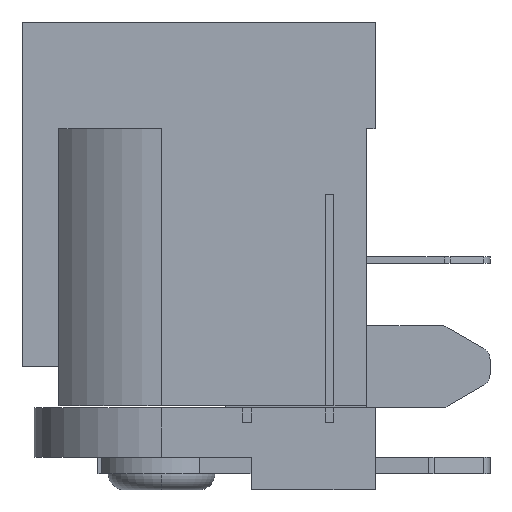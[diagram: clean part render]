
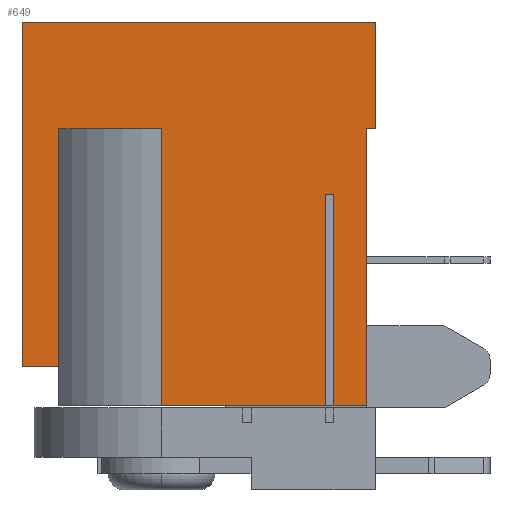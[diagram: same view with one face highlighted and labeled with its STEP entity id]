
A CAD part, left-side view. The second image highlights one B-rep face of the part: STEP entity #649.
In plain terms, the highlighted planar face has unit normal (-1, 0, 0).
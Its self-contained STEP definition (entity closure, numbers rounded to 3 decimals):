
#30 = ORIENTED_EDGE ( 'NONE', *, *, #93, .F. ) ;
#31 = FACE_OUTER_BOUND ( 'NONE', #100, .T. ) ;
#82 = LINE ( 'NONE', #4214, #737 ) ;
#93 = EDGE_CURVE ( 'NONE', #525, #3752, #280, .T. ) ;
#100 = EDGE_LOOP ( 'NONE', ( #1913, #1999, #511, #30, #3122, #2475, #2642, #1335, #1852, #2239, #2594, #4406, #4211, #2497 ) ) ;
#210 = VECTOR ( 'NONE', #2347, 1000. ) ;
#262 = DIRECTION ( 'NONE',  ( 0., -1., 0. ) ) ;
#280 = LINE ( 'NONE', #486, #2003 ) ;
#320 = CARTESIAN_POINT ( 'NONE',  ( -4.445, 3.556, 7.239 ) ) ;
#433 = VECTOR ( 'NONE', #2359, 1000. ) ;
#486 = CARTESIAN_POINT ( 'NONE',  ( -4.445, 0., 1.905 ) ) ;
#511 = ORIENTED_EDGE ( 'NONE', *, *, #4458, .F. ) ;
#525 = VERTEX_POINT ( 'NONE', #832 ) ;
#605 = CARTESIAN_POINT ( 'NONE',  ( -4.445, 0., -3.429 ) ) ;
#638 = VERTEX_POINT ( 'NONE', #3911 ) ;
#649 = ADVANCED_FACE ( 'NONE', ( #31 ), #2748, .T. ) ;
#737 = VECTOR ( 'NONE', #827, 1000. ) ;
#751 = EDGE_CURVE ( 'NONE', #638, #2232, #82, .T. ) ;
#773 = EDGE_CURVE ( 'NONE', #3463, #1890, #3333, .T. ) ;
#827 = DIRECTION ( 'NONE',  ( 0., 0., -1. ) ) ;
#828 = EDGE_CURVE ( 'NONE', #2522, #1527, #3220, .T. ) ;
#831 = VECTOR ( 'NONE', #262, 1000. ) ;
#832 = CARTESIAN_POINT ( 'NONE',  ( -4.445, 4.826, 1.905 ) ) ;
#854 = CARTESIAN_POINT ( 'NONE',  ( -4.445, 5.08, -4.635 ) ) ;
#895 = DIRECTION ( 'NONE',  ( 0., 1., 0. ) ) ;
#916 = EDGE_CURVE ( 'NONE', #3461, #2522, #2464, .T. ) ;
#992 = DIRECTION ( 'NONE',  ( 0., 0., -1. ) ) ;
#1054 = VECTOR ( 'NONE', #2168, 1000. ) ;
#1073 = CARTESIAN_POINT ( 'NONE',  ( -4.445, 3.81, -4.635 ) ) ;
#1238 = CARTESIAN_POINT ( 'NONE',  ( -4.445, 0., 3.937 ) ) ;
#1281 = CARTESIAN_POINT ( 'NONE',  ( -4.445, 3.81, 3.937 ) ) ;
#1335 = ORIENTED_EDGE ( 'NONE', *, *, #828, .F. ) ;
#1527 = VERTEX_POINT ( 'NONE', #3019 ) ;
#1623 = CARTESIAN_POINT ( 'NONE',  ( -4.445, 0., 7.239 ) ) ;
#1793 = EDGE_CURVE ( 'NONE', #2842, #1815, #2041, .T. ) ;
#1800 = DIRECTION ( 'NONE',  ( 0., 1., 0. ) ) ;
#1815 = VERTEX_POINT ( 'NONE', #854 ) ;
#1852 = ORIENTED_EDGE ( 'NONE', *, *, #916, .F. ) ;
#1890 = VERTEX_POINT ( 'NONE', #2450 ) ;
#1913 = ORIENTED_EDGE ( 'NONE', *, *, #3941, .T. ) ;
#1999 = ORIENTED_EDGE ( 'NONE', *, *, #1793, .T. ) ;
#2003 = VECTOR ( 'NONE', #895, 1000. ) ;
#2041 = LINE ( 'NONE', #3138, #433 ) ;
#2099 = CARTESIAN_POINT ( 'NONE',  ( -4.445, 0., 7.239 ) ) ;
#2168 = DIRECTION ( 'NONE',  ( 0., 0., -1. ) ) ;
#2200 = DIRECTION ( 'NONE',  ( 0., 0., -1. ) ) ;
#2232 = VERTEX_POINT ( 'NONE', #2978 ) ;
#2239 = ORIENTED_EDGE ( 'NONE', *, *, #3872, .T. ) ;
#2253 = VERTEX_POINT ( 'NONE', #3688 ) ;
#2347 = DIRECTION ( 'NONE',  ( 0., 1., 0. ) ) ;
#2359 = DIRECTION ( 'NONE',  ( 0., -1., 0. ) ) ;
#2409 = VECTOR ( 'NONE', #4235, 1000. ) ;
#2437 = CARTESIAN_POINT ( 'NONE',  ( -4.445, 10.16, -4.635 ) ) ;
#2449 = VECTOR ( 'NONE', #3506, 1000. ) ;
#2450 = CARTESIAN_POINT ( 'NONE',  ( -4.445, 13.335, 3.937 ) ) ;
#2464 = LINE ( 'NONE', #4110, #3683 ) ;
#2475 = ORIENTED_EDGE ( 'NONE', *, *, #2756, .T. ) ;
#2497 = ORIENTED_EDGE ( 'NONE', *, *, #773, .F. ) ;
#2522 = VERTEX_POINT ( 'NONE', #4287 ) ;
#2563 = EDGE_CURVE ( 'NONE', #1527, #3467, #3779, .T. ) ;
#2572 = VECTOR ( 'NONE', #992, 1000. ) ;
#2594 = ORIENTED_EDGE ( 'NONE', *, *, #751, .T. ) ;
#2642 = ORIENTED_EDGE ( 'NONE', *, *, #2563, .F. ) ;
#2748 = PLANE ( 'NONE',  #4160 ) ;
#2756 = EDGE_CURVE ( 'NONE', #2253, #3467, #2972, .T. ) ;
#2790 = LINE ( 'NONE', #2099, #3652 ) ;
#2842 = VERTEX_POINT ( 'NONE', #2437 ) ;
#2881 = CARTESIAN_POINT ( 'NONE',  ( -4.445, 14.478, -4.635 ) ) ;
#2904 = CARTESIAN_POINT ( 'NONE',  ( -4.445, 13.335, -3.429 ) ) ;
#2970 = CARTESIAN_POINT ( 'NONE',  ( -4.445, 10.16, 3.937 ) ) ;
#2972 = LINE ( 'NONE', #2881, #831 ) ;
#2978 = CARTESIAN_POINT ( 'NONE',  ( -4.445, 14.478, -3.429 ) ) ;
#2995 = CARTESIAN_POINT ( 'NONE',  ( -4.445, 4.826, 1.905 ) ) ;
#3019 = CARTESIAN_POINT ( 'NONE',  ( -4.445, 3.81, 3.937 ) ) ;
#3090 = EDGE_CURVE ( 'NONE', #525, #2253, #3144, .T. ) ;
#3122 = ORIENTED_EDGE ( 'NONE', *, *, #3090, .T. ) ;
#3136 = DIRECTION ( 'NONE',  ( -1., 0., 0. ) ) ;
#3138 = CARTESIAN_POINT ( 'NONE',  ( -4.445, 14.478, -4.635 ) ) ;
#3144 = LINE ( 'NONE', #2995, #4886 ) ;
#3162 = DIRECTION ( 'NONE',  ( 0., 0., -1. ) ) ;
#3220 = LINE ( 'NONE', #3854, #2409 ) ;
#3240 = DIRECTION ( 'NONE',  ( 0., 1., 0. ) ) ;
#3242 = CARTESIAN_POINT ( 'NONE',  ( -4.445, 5.08, 1.905 ) ) ;
#3297 = VECTOR ( 'NONE', #3162, 1000. ) ;
#3333 = LINE ( 'NONE', #1238, #210 ) ;
#3346 = DIRECTION ( 'NONE',  ( 0., 0., -1. ) ) ;
#3461 = VERTEX_POINT ( 'NONE', #320 ) ;
#3463 = VERTEX_POINT ( 'NONE', #2970 ) ;
#3467 = VERTEX_POINT ( 'NONE', #1073 ) ;
#3502 = CARTESIAN_POINT ( 'NONE',  ( -4.445, 5.08, 1.905 ) ) ;
#3506 = DIRECTION ( 'NONE',  ( 0., 0., -1. ) ) ;
#3543 = LINE ( 'NONE', #3625, #1054 ) ;
#3625 = CARTESIAN_POINT ( 'NONE',  ( -4.445, 10.16, 3.937 ) ) ;
#3652 = VECTOR ( 'NONE', #1800, 1000. ) ;
#3683 = VECTOR ( 'NONE', #3346, 1000. ) ;
#3688 = CARTESIAN_POINT ( 'NONE',  ( -4.445, 4.826, -4.635 ) ) ;
#3745 = EDGE_CURVE ( 'NONE', #1890, #3919, #4356, .T. ) ;
#3752 = VERTEX_POINT ( 'NONE', #3502 ) ;
#3779 = LINE ( 'NONE', #1281, #2449 ) ;
#3793 = LINE ( 'NONE', #605, #3914 ) ;
#3854 = CARTESIAN_POINT ( 'NONE',  ( -4.445, 0., 3.937 ) ) ;
#3872 = EDGE_CURVE ( 'NONE', #3461, #638, #2790, .T. ) ;
#3887 = CARTESIAN_POINT ( 'NONE',  ( -4.445, 13.335, 3.937 ) ) ;
#3911 = CARTESIAN_POINT ( 'NONE',  ( -4.445, 14.478, 7.239 ) ) ;
#3914 = VECTOR ( 'NONE', #3240, 1000. ) ;
#3919 = VERTEX_POINT ( 'NONE', #2904 ) ;
#3941 = EDGE_CURVE ( 'NONE', #3463, #2842, #3543, .T. ) ;
#4110 = CARTESIAN_POINT ( 'NONE',  ( -4.445, 3.556, 7.239 ) ) ;
#4160 = AXIS2_PLACEMENT_3D ( 'NONE', #1623, #3136, #4289 ) ;
#4211 = ORIENTED_EDGE ( 'NONE', *, *, #3745, .F. ) ;
#4214 = CARTESIAN_POINT ( 'NONE',  ( -4.445, 14.478, 7.239 ) ) ;
#4235 = DIRECTION ( 'NONE',  ( 0., 1., 0. ) ) ;
#4287 = CARTESIAN_POINT ( 'NONE',  ( -4.445, 3.556, 3.937 ) ) ;
#4289 = DIRECTION ( 'NONE',  ( 0., 0., 1. ) ) ;
#4356 = LINE ( 'NONE', #3887, #3297 ) ;
#4406 = ORIENTED_EDGE ( 'NONE', *, *, #4541, .F. ) ;
#4458 = EDGE_CURVE ( 'NONE', #3752, #1815, #4850, .T. ) ;
#4541 = EDGE_CURVE ( 'NONE', #3919, #2232, #3793, .T. ) ;
#4850 = LINE ( 'NONE', #3242, #2572 ) ;
#4886 = VECTOR ( 'NONE', #2200, 1000. ) ;
